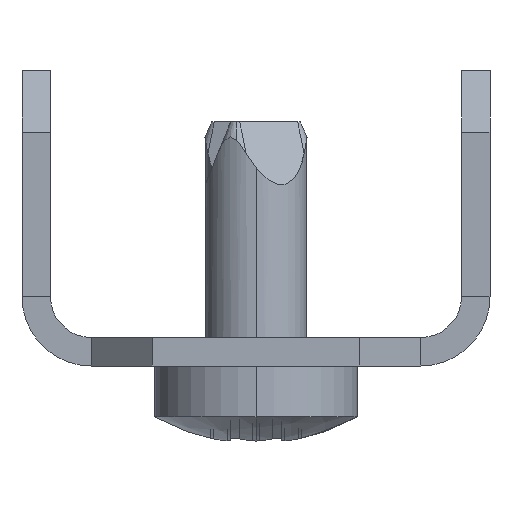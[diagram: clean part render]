
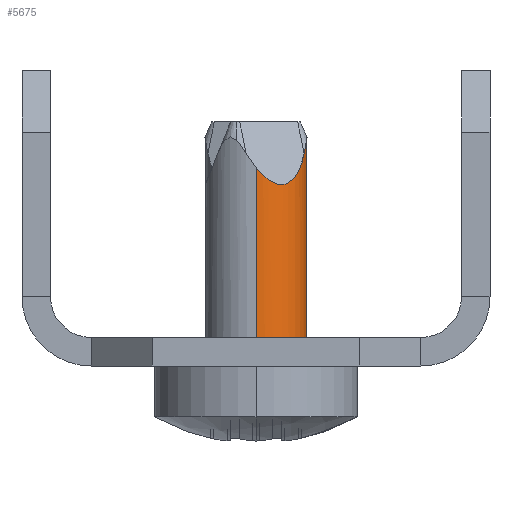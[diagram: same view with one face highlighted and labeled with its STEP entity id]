
A CAD part, left-side view. The second image highlights one B-rep face of the part: STEP entity #5675.
In plain terms, the highlighted cylindrical face has radius 2.5 mm (diameter 5 mm), a partial arc.
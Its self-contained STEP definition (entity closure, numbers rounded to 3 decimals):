
#5 = CARTESIAN_POINT ( 'NONE',  ( -0.423, -14.802, -2.465 ) ) ;
#71 = CARTESIAN_POINT ( 'NONE',  ( -0.355, -14.878, -2.476 ) ) ;
#221 = EDGE_CURVE ( 'NONE', #6133, #5528, #6181, .T. ) ;
#608 = ORIENTED_EDGE ( 'NONE', *, *, #3041, .F. ) ;
#820 = FACE_OUTER_BOUND ( 'NONE', #5537, .T. ) ;
#901 = DIRECTION ( 'NONE',  ( 0., 1., 0. ) ) ;
#997 = CARTESIAN_POINT ( 'NONE',  ( 0.351, -14.882, -2.477 ) ) ;
#1042 = ORIENTED_EDGE ( 'NONE', *, *, #221, .T. ) ;
#1051 = CIRCLE ( 'NONE', #3701, 2.5 ) ;
#1055 = CARTESIAN_POINT ( 'NONE',  ( -0.607, -14.569, -2.428 ) ) ;
#1142 = LINE ( 'NONE', #5032, #2522 ) ;
#1514 = CARTESIAN_POINT ( 'NONE',  ( 0.098, -15.046, -2.499 ) ) ;
#1598 = VERTEX_POINT ( 'NONE', #5617 ) ;
#1636 = CARTESIAN_POINT ( 'NONE',  ( 0., -3.8, 0. ) ) ;
#1639 = ORIENTED_EDGE ( 'NONE', *, *, #5214, .F. ) ;
#1641 = CARTESIAN_POINT ( 'NONE',  ( 0.807, -14.235, -2.366 ) ) ;
#1712 = CARTESIAN_POINT ( 'NONE',  ( 1.856, -12.431, -2.008 ) ) ;
#1909 = CARTESIAN_POINT ( 'NONE',  ( 0., 0., 0. ) ) ;
#2027 = CARTESIAN_POINT ( 'NONE',  ( 0.417, -14.808, -2.466 ) ) ;
#2048 = CARTESIAN_POINT ( 'NONE',  ( -0.807, -14.235, -2.366 ) ) ;
#2076 = ORIENTED_EDGE ( 'NONE', *, *, #2294, .F. ) ;
#2096 = CARTESIAN_POINT ( 'NONE',  ( -0.104, -15.044, -2.498 ) ) ;
#2294 = EDGE_CURVE ( 'NONE', #3944, #2748, #1142, .T. ) ;
#2410 = DIRECTION ( 'NONE',  ( 0., 1., 0. ) ) ;
#2522 = VECTOR ( 'NONE', #901, 1000. ) ;
#2726 = CARTESIAN_POINT ( 'NONE',  ( 2.5, -13.535, 0. ) ) ;
#2748 = VERTEX_POINT ( 'NONE', #6563 ) ;
#2762 = CARTESIAN_POINT ( 'NONE',  ( -2.5, 0., 0. ) ) ;
#2963 = CARTESIAN_POINT ( 'NONE',  ( 2.5, -13.535, 0. ) ) ;
#3041 = EDGE_CURVE ( 'NONE', #5254, #3944, #6505, .T. ) ;
#3044 = CARTESIAN_POINT ( 'NONE',  ( 0.807, -14.235, -2.366 ) ) ;
#3065 = AXIS2_PLACEMENT_3D ( 'NONE', #1909, #2410, #5376 ) ;
#3133 = CARTESIAN_POINT ( 'NONE',  ( 0.19, -15.005, -2.493 ) ) ;
#3631 = B_SPLINE_CURVE_WITH_KNOTS ( 'NONE', 3,
 ( #4064, #4593, #1055, #5, #71, #5100, #3633, #2096, #4121, #4634, #1514, #3133, #5611, #997, #2027, #6096, #4572, #6142 ),
 .UNSPECIFIED., .F., .F.,
 ( 4, 2, 2, 2, 2, 2, 2, 2, 4 ),
 ( 0.001, 0.002, 0.002, 0.002, 0.002, 0.003, 0.003, 0.003, 0.004 ),
 .UNSPECIFIED. ) ;
#3633 = CARTESIAN_POINT ( 'NONE',  ( -0.196, -15.001, -2.493 ) ) ;
#3701 = AXIS2_PLACEMENT_3D ( 'NONE', #1636, #3711, #5159 ) ;
#3711 = DIRECTION ( 'NONE',  ( 0., 1., 0. ) ) ;
#3944 = VERTEX_POINT ( 'NONE', #2963 ) ;
#4064 = CARTESIAN_POINT ( 'NONE',  ( -0.807, -14.235, -2.366 ) ) ;
#4121 = CARTESIAN_POINT ( 'NONE',  ( -0.054, -15.057, -2.5 ) ) ;
#4150 = CYLINDRICAL_SURFACE ( 'NONE', #3065, 2.5 ) ;
#4445 = EDGE_CURVE ( 'NONE', #6133, #1598, #5304, .T. ) ;
#4519 = ORIENTED_EDGE ( 'NONE', *, *, #5378, .F. ) ;
#4554 = CARTESIAN_POINT ( 'NONE',  ( -1.856, -12.431, -2.008 ) ) ;
#4572 = CARTESIAN_POINT ( 'NONE',  ( 0.709, -14.405, -2.4 ) ) ;
#4593 = CARTESIAN_POINT ( 'NONE',  ( -0.71, -14.403, -2.399 ) ) ;
#4634 = CARTESIAN_POINT ( 'NONE',  ( 0.048, -15.058, -2.5 ) ) ;
#4908 = VECTOR ( 'NONE', #5823, 1000. ) ;
#5032 = CARTESIAN_POINT ( 'NONE',  ( 2.5, 0., 0. ) ) ;
#5097 = CARTESIAN_POINT ( 'NONE',  ( -2.5, -13.535, 0. ) ) ;
#5100 = CARTESIAN_POINT ( 'NONE',  ( -0.238, -14.973, -2.489 ) ) ;
#5131 = CARTESIAN_POINT ( 'NONE',  ( -2.5, -13.535, 0. ) ) ;
#5159 = DIRECTION ( 'NONE',  ( -1., 0., 0. ) ) ;
#5214 = EDGE_CURVE ( 'NONE', #1598, #5254, #3631, .T. ) ;
#5254 = VERTEX_POINT ( 'NONE', #3044 ) ;
#5304 =( BOUNDED_CURVE ( )  B_SPLINE_CURVE ( 3, ( #5097, #5577, #4554, #2048 ),
 .UNSPECIFIED., .F., .F. ) 
 B_SPLINE_CURVE_WITH_KNOTS ( ( 4, 4 ),
 ( 5.76, 7.002 ),
 .UNSPECIFIED. ) 
 CURVE ( )  GEOMETRIC_REPRESENTATION_ITEM ( )  RATIONAL_B_SPLINE_CURVE ( ( 1., 0.876, 0.876, 1. ) ) 
 REPRESENTATION_ITEM ( '' )  );
#5313 = CARTESIAN_POINT ( 'NONE',  ( -2.5, -3.8, 0. ) ) ;
#5342 = ORIENTED_EDGE ( 'NONE', *, *, #4445, .F. ) ;
#5376 = DIRECTION ( 'NONE',  ( -1., 0., 0. ) ) ;
#5378 = EDGE_CURVE ( 'NONE', #2748, #5528, #1051, .T. ) ;
#5528 = VERTEX_POINT ( 'NONE', #5313 ) ;
#5537 = EDGE_LOOP ( 'NONE', ( #2076, #608, #1639, #5342, #1042, #4519 ) ) ;
#5577 = CARTESIAN_POINT ( 'NONE',  ( -2.5, -12.164, -1.108 ) ) ;
#5611 = CARTESIAN_POINT ( 'NONE',  ( 0.233, -14.977, -2.489 ) ) ;
#5617 = CARTESIAN_POINT ( 'NONE',  ( -0.807, -14.235, -2.366 ) ) ;
#5675 = ADVANCED_FACE ( 'NONE', ( #820 ), #4150, .T. ) ;
#5753 = CARTESIAN_POINT ( 'NONE',  ( 2.5, -12.164, -1.108 ) ) ;
#5823 = DIRECTION ( 'NONE',  ( 0., 1., 0. ) ) ;
#6096 = CARTESIAN_POINT ( 'NONE',  ( 0.603, -14.575, -2.429 ) ) ;
#6133 = VERTEX_POINT ( 'NONE', #5131 ) ;
#6142 = CARTESIAN_POINT ( 'NONE',  ( 0.807, -14.235, -2.366 ) ) ;
#6181 = LINE ( 'NONE', #2762, #4908 ) ;
#6505 =( BOUNDED_CURVE ( )  B_SPLINE_CURVE ( 3, ( #1641, #1712, #5753, #2726 ),
 .UNSPECIFIED., .F., .F. ) 
 B_SPLINE_CURVE_WITH_KNOTS ( ( 4, 4 ),
 ( 5.565, 6.807 ),
 .UNSPECIFIED. ) 
 CURVE ( )  GEOMETRIC_REPRESENTATION_ITEM ( )  RATIONAL_B_SPLINE_CURVE ( ( 1., 0.876, 0.876, 1. ) ) 
 REPRESENTATION_ITEM ( '' )  );
#6563 = CARTESIAN_POINT ( 'NONE',  ( 2.5, -3.8, 0. ) ) ;
